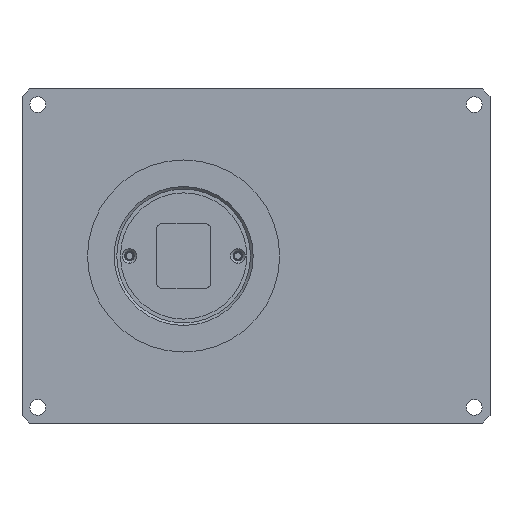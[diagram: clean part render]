
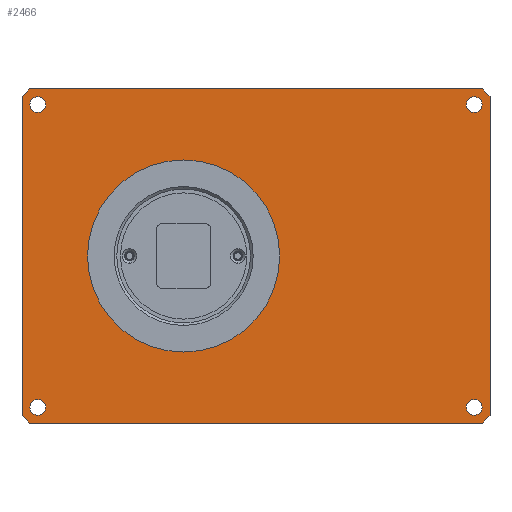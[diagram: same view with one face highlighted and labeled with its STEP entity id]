
A CAD part, left-side view. The second image highlights one B-rep face of the part: STEP entity #2466.
In plain terms, the highlighted planar face has unit normal (-1, 0, 0).
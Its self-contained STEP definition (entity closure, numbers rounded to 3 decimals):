
#437=DIRECTION('',(0.,-0.707,0.707));
#438=VECTOR('',#437,2.121);
#439=CARTESIAN_POINT('',(19.7,-56.7,-31.75));
#440=LINE('',#439,#438);
#441=DIRECTION('',(0.,-1.,0.));
#442=VECTOR('',#441,85.9);
#443=CARTESIAN_POINT('',(19.7,29.2,-31.75));
#444=LINE('',#443,#442);
#445=DIRECTION('',(0.,-0.707,-0.707));
#446=VECTOR('',#445,2.121);
#447=CARTESIAN_POINT('',(19.7,30.7,-30.25));
#448=LINE('',#447,#446);
#449=DIRECTION('',(0.,0.,-1.));
#450=VECTOR('',#449,60.5);
#451=CARTESIAN_POINT('',(19.7,30.7,30.25));
#452=LINE('',#451,#450);
#453=DIRECTION('',(0.,0.707,-0.707));
#454=VECTOR('',#453,2.121);
#455=CARTESIAN_POINT('',(19.7,29.2,31.75));
#456=LINE('',#455,#454);
#457=DIRECTION('',(0.,1.,0.));
#458=VECTOR('',#457,85.9);
#459=CARTESIAN_POINT('',(19.7,-56.7,31.75));
#460=LINE('',#459,#458);
#461=DIRECTION('',(0.,0.707,0.707));
#462=VECTOR('',#461,2.121);
#463=CARTESIAN_POINT('',(19.7,-58.2,30.25));
#464=LINE('',#463,#462);
#465=DIRECTION('',(0.,0.,1.));
#466=VECTOR('',#465,60.5);
#467=CARTESIAN_POINT('',(19.7,-58.2,-30.25));
#468=LINE('',#467,#466);
#485=CARTESIAN_POINT('',(19.7,-55.2,28.75));
#486=DIRECTION('',(1.,0.,0.));
#487=DIRECTION('',(0.,0.,1.));
#488=AXIS2_PLACEMENT_3D('',#485,#486,#487);
#490=CARTESIAN_POINT('',(19.7,-55.2,28.75));
#491=DIRECTION('',(1.,0.,0.));
#492=DIRECTION('',(0.,0.,-1.));
#493=AXIS2_PLACEMENT_3D('',#490,#491,#492);
#495=CARTESIAN_POINT('',(19.7,27.7,28.75));
#496=DIRECTION('',(-1.,0.,0.));
#497=DIRECTION('',(0.,0.,1.));
#498=AXIS2_PLACEMENT_3D('',#495,#496,#497);
#500=CARTESIAN_POINT('',(19.7,27.7,28.75));
#501=DIRECTION('',(-1.,0.,0.));
#502=DIRECTION('',(0.,0.,-1.));
#503=AXIS2_PLACEMENT_3D('',#500,#501,#502);
#505=CARTESIAN_POINT('',(19.7,27.7,-28.75));
#506=DIRECTION('',(1.,0.,0.));
#507=DIRECTION('',(0.,0.,-1.));
#508=AXIS2_PLACEMENT_3D('',#505,#506,#507);
#510=CARTESIAN_POINT('',(19.7,27.7,-28.75));
#511=DIRECTION('',(1.,0.,0.));
#512=DIRECTION('',(0.,0.,1.));
#513=AXIS2_PLACEMENT_3D('',#510,#511,#512);
#515=CARTESIAN_POINT('',(19.7,-55.2,-28.75));
#516=DIRECTION('',(-1.,0.,0.));
#517=DIRECTION('',(0.,0.,-1.));
#518=AXIS2_PLACEMENT_3D('',#515,#516,#517);
#520=CARTESIAN_POINT('',(19.7,-55.2,-28.75));
#521=DIRECTION('',(-1.,0.,0.));
#522=DIRECTION('',(0.,0.,1.));
#523=AXIS2_PLACEMENT_3D('',#520,#521,#522);
#589=CARTESIAN_POINT('',(19.7,0.,0.));
#590=DIRECTION('',(1.,0.,0.));
#591=DIRECTION('',(0.,-1.,0.));
#592=AXIS2_PLACEMENT_3D('',#589,#590,#591);
#594=CARTESIAN_POINT('',(19.7,0.,0.));
#595=DIRECTION('',(1.,0.,0.));
#596=DIRECTION('',(0.,1.,0.));
#597=AXIS2_PLACEMENT_3D('',#594,#595,#596);
#1553=CARTESIAN_POINT('',(19.7,-56.7,-31.75));
#1554=VERTEX_POINT('',#1553);
#1555=CARTESIAN_POINT('',(19.7,-58.2,-30.25));
#1556=VERTEX_POINT('',#1555);
#1561=CARTESIAN_POINT('',(19.7,-58.2,30.25));
#1562=VERTEX_POINT('',#1561);
#1563=CARTESIAN_POINT('',(19.7,-56.7,31.75));
#1564=VERTEX_POINT('',#1563);
#1569=CARTESIAN_POINT('',(19.7,30.7,-30.25));
#1570=VERTEX_POINT('',#1569);
#1571=CARTESIAN_POINT('',(19.7,29.2,-31.75));
#1572=VERTEX_POINT('',#1571);
#1577=CARTESIAN_POINT('',(19.7,29.2,31.75));
#1578=VERTEX_POINT('',#1577);
#1579=CARTESIAN_POINT('',(19.7,30.7,30.25));
#1580=VERTEX_POINT('',#1579);
#1693=CARTESIAN_POINT('',(19.7,-55.2,30.25));
#1694=CARTESIAN_POINT('',(19.7,-55.2,27.25));
#1695=VERTEX_POINT('',#1693);
#1696=VERTEX_POINT('',#1694);
#1701=CARTESIAN_POINT('',(19.7,27.7,30.25));
#1702=CARTESIAN_POINT('',(19.7,27.7,27.25));
#1703=VERTEX_POINT('',#1701);
#1704=VERTEX_POINT('',#1702);
#1709=CARTESIAN_POINT('',(19.7,27.7,-30.25));
#1710=CARTESIAN_POINT('',(19.7,27.7,-27.25));
#1711=VERTEX_POINT('',#1709);
#1712=VERTEX_POINT('',#1710);
#1717=CARTESIAN_POINT('',(19.7,-55.2,-30.25));
#1718=CARTESIAN_POINT('',(19.7,-55.2,-27.25));
#1719=VERTEX_POINT('',#1717);
#1720=VERTEX_POINT('',#1718);
#1741=CARTESIAN_POINT('',(19.7,-18.25,0.));
#1742=CARTESIAN_POINT('',(19.7,18.25,0.));
#1743=VERTEX_POINT('',#1741);
#1744=VERTEX_POINT('',#1742);
#2418=CARTESIAN_POINT('',(19.7,-13.75,0.));
#2419=DIRECTION('',(-1.,0.,0.));
#2420=DIRECTION('',(0.,0.,-1.));
#2421=AXIS2_PLACEMENT_3D('',#2418,#2419,#2420);
#2422=PLANE('',#2421);
#2424=ORIENTED_EDGE('',*,*,#2423,.F.);
#2425=ORIENTED_EDGE('',*,*,#2398,.F.);
#2426=ORIENTED_EDGE('',*,*,#2412,.F.);
#2427=ORIENTED_EDGE('',*,*,#2366,.F.);
#2429=ORIENTED_EDGE('',*,*,#2428,.F.);
#2430=ORIENTED_EDGE('',*,*,#2333,.F.);
#2432=ORIENTED_EDGE('',*,*,#2431,.F.);
#2433=ORIENTED_EDGE('',*,*,#1969,.F.);
#2434=EDGE_LOOP('',(#2424,#2425,#2426,#2427,#2429,#2430,#2432,#2433));
#2435=FACE_OUTER_BOUND('',#2434,.F.);
#2437=ORIENTED_EDGE('',*,*,#2436,.F.);
#2439=ORIENTED_EDGE('',*,*,#2438,.F.);
#2440=EDGE_LOOP('',(#2437,#2439));
#2441=FACE_BOUND('',#2440,.F.);
#2443=ORIENTED_EDGE('',*,*,#2442,.T.);
#2445=ORIENTED_EDGE('',*,*,#2444,.T.);
#2446=EDGE_LOOP('',(#2443,#2445));
#2447=FACE_BOUND('',#2446,.F.);
#2449=ORIENTED_EDGE('',*,*,#2448,.F.);
#2451=ORIENTED_EDGE('',*,*,#2450,.F.);
#2452=EDGE_LOOP('',(#2449,#2451));
#2453=FACE_BOUND('',#2452,.F.);
#2455=ORIENTED_EDGE('',*,*,#2454,.T.);
#2457=ORIENTED_EDGE('',*,*,#2456,.T.);
#2458=EDGE_LOOP('',(#2455,#2457));
#2459=FACE_BOUND('',#2458,.F.);
#2461=ORIENTED_EDGE('',*,*,#2460,.F.);
#2463=ORIENTED_EDGE('',*,*,#2462,.F.);
#2464=EDGE_LOOP('',(#2461,#2463));
#2465=FACE_BOUND('',#2464,.F.);
#2466=ADVANCED_FACE('',(#2435,#2441,#2447,#2453,#2459,#2465),#2422,.T.);
#489=CIRCLE('',#488,1.5);
#494=CIRCLE('',#493,1.5);
#499=CIRCLE('',#498,1.5);
#504=CIRCLE('',#503,1.5);
#509=CIRCLE('',#508,1.5);
#514=CIRCLE('',#513,1.5);
#519=CIRCLE('',#518,1.5);
#524=CIRCLE('',#523,1.5);
#593=CIRCLE('',#592,18.25);
#598=CIRCLE('',#597,18.25);
#1969=EDGE_CURVE('',#1556,#1562,#468,.T.);
#2333=EDGE_CURVE('',#1564,#1578,#460,.T.);
#2366=EDGE_CURVE('',#1580,#1570,#452,.T.);
#2398=EDGE_CURVE('',#1572,#1554,#444,.T.);
#2412=EDGE_CURVE('',#1570,#1572,#448,.T.);
#2423=EDGE_CURVE('',#1554,#1556,#440,.T.);
#2428=EDGE_CURVE('',#1578,#1580,#456,.T.);
#2431=EDGE_CURVE('',#1562,#1564,#464,.T.);
#2436=EDGE_CURVE('',#1695,#1696,#489,.T.);
#2438=EDGE_CURVE('',#1696,#1695,#494,.T.);
#2442=EDGE_CURVE('',#1703,#1704,#499,.T.);
#2444=EDGE_CURVE('',#1704,#1703,#504,.T.);
#2448=EDGE_CURVE('',#1711,#1712,#509,.T.);
#2450=EDGE_CURVE('',#1712,#1711,#514,.T.);
#2454=EDGE_CURVE('',#1719,#1720,#519,.T.);
#2456=EDGE_CURVE('',#1720,#1719,#524,.T.);
#2460=EDGE_CURVE('',#1743,#1744,#593,.T.);
#2462=EDGE_CURVE('',#1744,#1743,#598,.T.);
